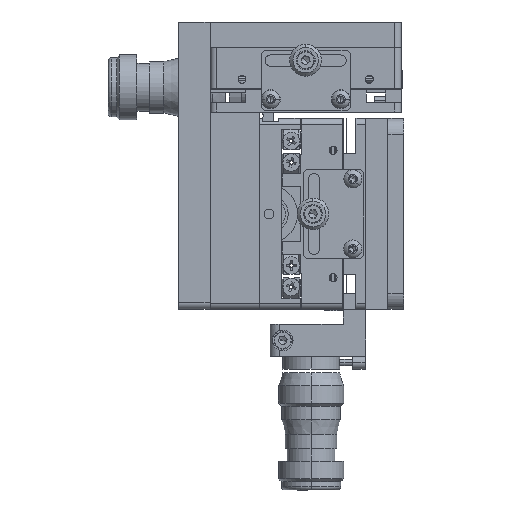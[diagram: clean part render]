
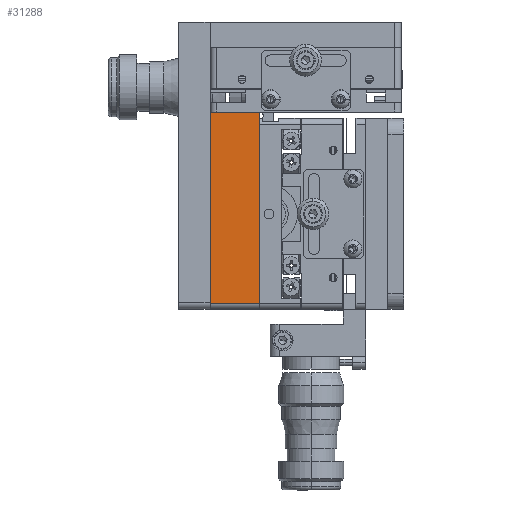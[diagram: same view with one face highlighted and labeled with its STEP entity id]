
A CAD part, left-side view. The second image highlights one B-rep face of the part: STEP entity #31288.
In plain terms, the highlighted planar face has unit normal (-1, 0, 0).
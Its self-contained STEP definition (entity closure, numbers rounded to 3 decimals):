
#2483 = ORIENTED_EDGE ( 'NONE', *, *, #32097, .F. ) ;
#3371 = CARTESIAN_POINT ( 'NONE',  ( -83.238, 40.462, 29.656 ) ) ;
#4462 = VECTOR ( 'NONE', #27633, 1000. ) ;
#7821 = LINE ( 'NONE', #10750, #25772 ) ;
#10244 = LINE ( 'NONE', #3371, #42948 ) ;
#10750 = CARTESIAN_POINT ( 'NONE',  ( -83.238, -19.571, 31.656 ) ) ;
#11829 = DIRECTION ( 'NONE',  ( 0., 0., -1. ) ) ;
#14040 = LINE ( 'NONE', #43416, #4462 ) ;
#14696 = AXIS2_PLACEMENT_3D ( 'NONE', #15215, #43888, #11829 ) ;
#15215 = CARTESIAN_POINT ( 'NONE',  ( -83.238, 55.862, 29.656 ) ) ;
#18284 = CARTESIAN_POINT ( 'NONE',  ( -83.238, 55.862, -28.344 ) ) ;
#19630 = VERTEX_POINT ( 'NONE', #20428 ) ;
#20428 = CARTESIAN_POINT ( 'NONE',  ( -83.238, 40.462, -28.344 ) ) ;
#22080 = LINE ( 'NONE', #18284, #40707 ) ;
#23563 = DIRECTION ( 'NONE',  ( 0., 0., 1. ) ) ;
#23654 = ORIENTED_EDGE ( 'NONE', *, *, #50501, .T. ) ;
#25711 = ORIENTED_EDGE ( 'NONE', *, *, #31772, .T. ) ;
#25772 = VECTOR ( 'NONE', #30629, 1000. ) ;
#27633 = DIRECTION ( 'NONE',  ( 0., 0., 1. ) ) ;
#30629 = DIRECTION ( 'NONE',  ( 0., 1., 0. ) ) ;
#31288 = ADVANCED_FACE ( 'NONE', ( #41049 ), #32205, .F. ) ;
#31772 = EDGE_CURVE ( 'NONE', #19630, #43866, #10244, .T. ) ;
#32097 = EDGE_CURVE ( 'NONE', #45470, #34130, #14040, .T. ) ;
#32205 = PLANE ( 'NONE',  #14696 ) ;
#32442 = EDGE_LOOP ( 'NONE', ( #2483, #35047, #25711, #23654 ) ) ;
#34130 = VERTEX_POINT ( 'NONE', #35547 ) ;
#35047 = ORIENTED_EDGE ( 'NONE', *, *, #37940, .T. ) ;
#35295 = DIRECTION ( 'NONE',  ( 0., -1., 0. ) ) ;
#35547 = CARTESIAN_POINT ( 'NONE',  ( -83.238, 55.862, 31.656 ) ) ;
#37940 = EDGE_CURVE ( 'NONE', #45470, #19630, #22080, .T. ) ;
#40707 = VECTOR ( 'NONE', #35295, 1000. ) ;
#41049 = FACE_OUTER_BOUND ( 'NONE', #32442, .T. ) ;
#42948 = VECTOR ( 'NONE', #23563, 1000. ) ;
#43416 = CARTESIAN_POINT ( 'NONE',  ( -83.238, 55.862, 29.656 ) ) ;
#43866 = VERTEX_POINT ( 'NONE', #50547 ) ;
#43888 = DIRECTION ( 'NONE',  ( 1., 0., 0. ) ) ;
#45470 = VERTEX_POINT ( 'NONE', #45722 ) ;
#45722 = CARTESIAN_POINT ( 'NONE',  ( -83.238, 55.862, -28.344 ) ) ;
#50501 = EDGE_CURVE ( 'NONE', #43866, #34130, #7821, .T. ) ;
#50547 = CARTESIAN_POINT ( 'NONE',  ( -83.238, 40.462, 31.656 ) ) ;
